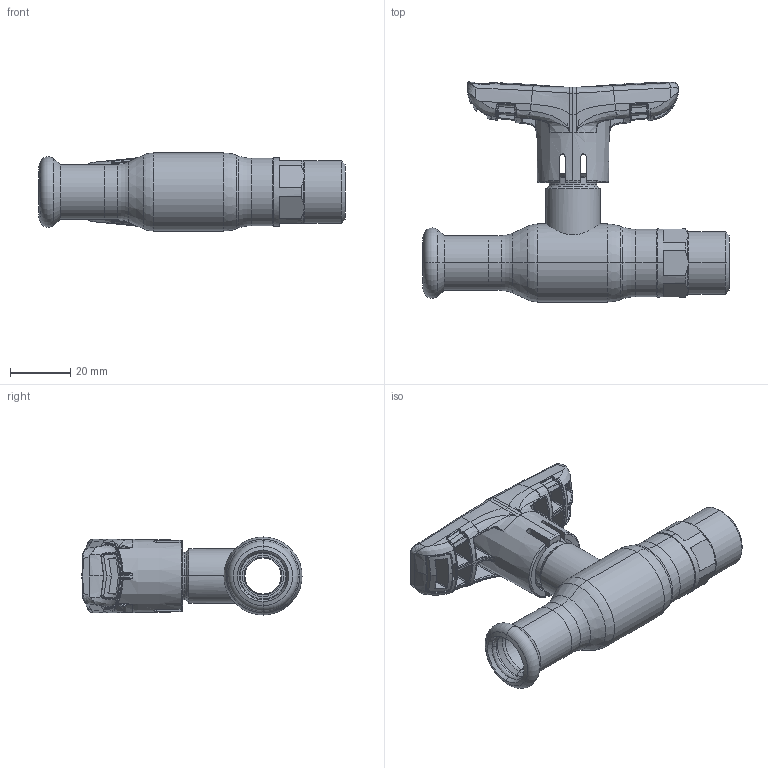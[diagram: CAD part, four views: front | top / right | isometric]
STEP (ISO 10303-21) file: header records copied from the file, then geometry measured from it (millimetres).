
FILE_DESCRIPTION (( 'STEP AP214' ), '1' );
FILE_NAME ('1010001210-1400.step', '2024-01-15T11:26:44', ( '' ), ( '' ), 'SwSTEP 2.0', 'SolidWorks 2021', '' );
FILE_SCHEMA (( 'AUTOMOTIVE_DESIGN' ));
Length unit declared in the file: millimetre
Products named in the file (1): 1010001210-1400
Bounding box: 102 x 73.29 x 26 mm (x, y, z)
Surface area: 20163.3 mm2 (no closed solid volume)
Topology: 0 solids, 8 shells, 743 faces, 2150 edges, 1336 vertices
Faces by surface type: bspline 571, plane 64, cylinder 36, cone 35, torus 23, sphere 14
Entity records: 56542 total; most frequent: CARTESIAN_POINT 33939, ORIENTED_EDGE 3797, EDGE_CURVE 2138, DIRECTION 1535, B_SPLINE_CURVE_WITH_KNOTS 1452, VERTEX_POINT 1332, EDGE_LOOP 750, UNCERTAINTY_MEASURE_WITH_UNIT 745
